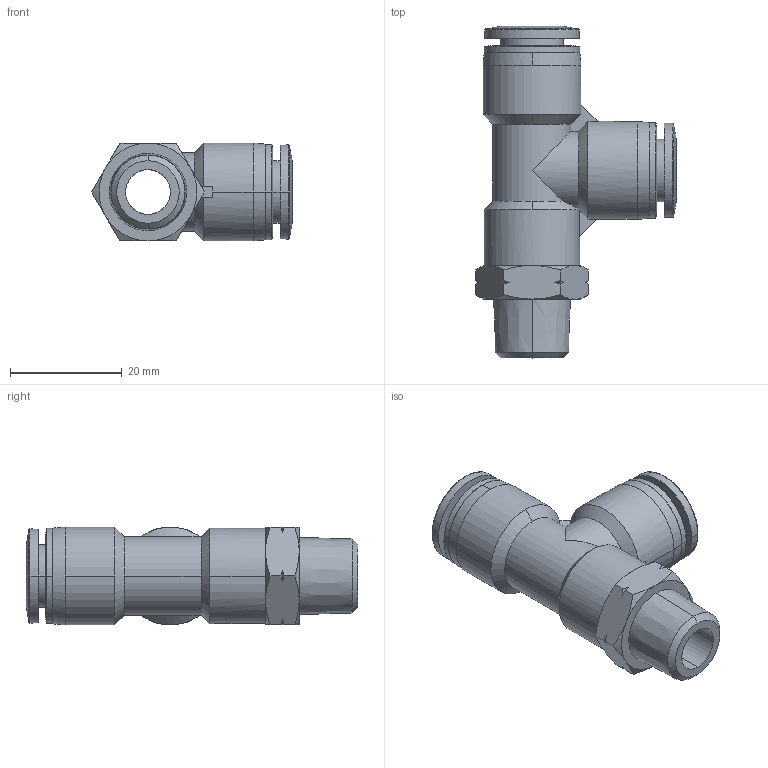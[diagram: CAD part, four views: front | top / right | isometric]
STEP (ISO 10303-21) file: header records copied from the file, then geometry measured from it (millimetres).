
FILE_DESCRIPTION (( 'STEP AP214' ), '1' );
FILE_NAME ('MRT38-14N.step', '2016-02-24T20:43:55', ( '' ), ( '' ), 'SwSTEP 2.0', 'SolidWorks 2015', '' );
FILE_SCHEMA (( 'AUTOMOTIVE_DESIGN' ));
Length unit declared in the file: inch
Products named in the file (1): MRT38-14N
Bounding box: 35.88 x 59.3 x 17.5 mm (x, y, z)
Volume: 10724.9 mm3; surface area: 7107.1 mm2
Topology: 1 solids, 1 shells, 117 faces, 297 edges, 189 vertices
Faces by surface type: cone 52, cylinder 31, plane 24, bspline 8, torus 2
Entity records: 7947 total; most frequent: CARTESIAN_POINT 3788, ORIENTED_EDGE 590, DIRECTION 469, EDGE_CURVE 295, AXIS2_PLACEMENT_3D 194, VERTEX_POINT 188, EDGE_LOOP 129, B_SPLINE_CURVE_WITH_KNOTS 128
